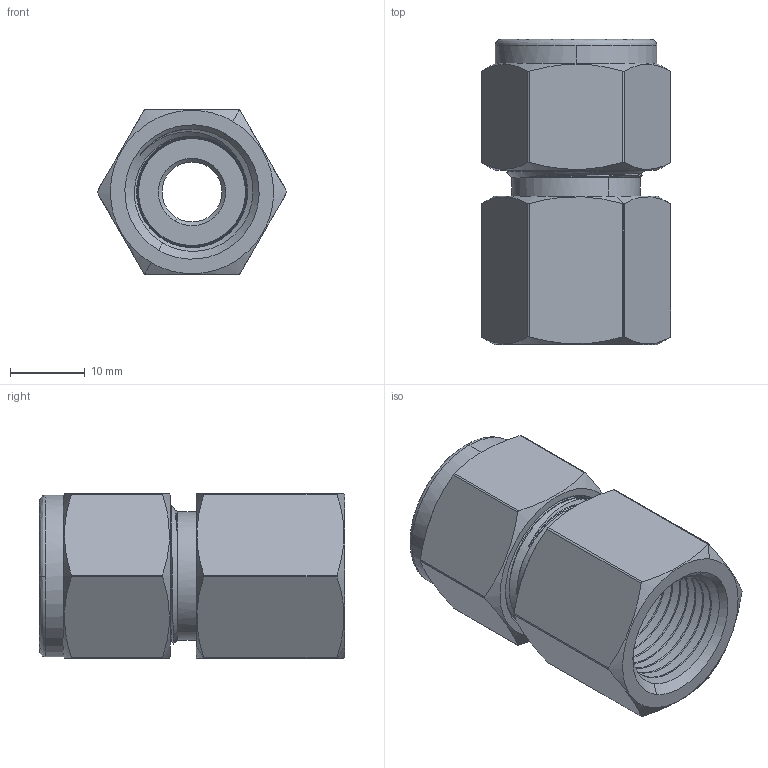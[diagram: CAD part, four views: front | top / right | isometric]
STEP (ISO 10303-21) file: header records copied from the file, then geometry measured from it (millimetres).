
FILE_DESCRIPTION (( 'STEP AP214' ), '1' );
FILE_NAME ('FCC1-2N3-8.STEP', '2018-08-09T20:44:58', ( '' ), ( '' ), 'SwSTEP 2.0', 'SolidWorks 2016', '' );
FILE_SCHEMA (( 'AUTOMOTIVE_DESIGN' ));
Length unit declared in the file: millimetre
Products named in the file (1): FCC1-2N3-8
Bounding box: 25.32 x 40.76 x 22 mm (x, y, z)
Volume: 9951.1 mm3; surface area: 8994.2 mm2
Topology: 4 solids, 4 shells, 200 faces, 602 edges, 416 vertices
Faces by surface type: cone 74, cylinder 68, bspline 32, plane 26
Entity records: 22525 total; most frequent: CARTESIAN_POINT 15498, ORIENTED_EDGE 1204, DIRECTION 690, EDGE_CURVE 602, VERTEX_POINT 416, B_SPLINE_CURVE_WITH_KNOTS 343, AXIS2_PLACEMENT_3D 270, EDGE_LOOP 214
